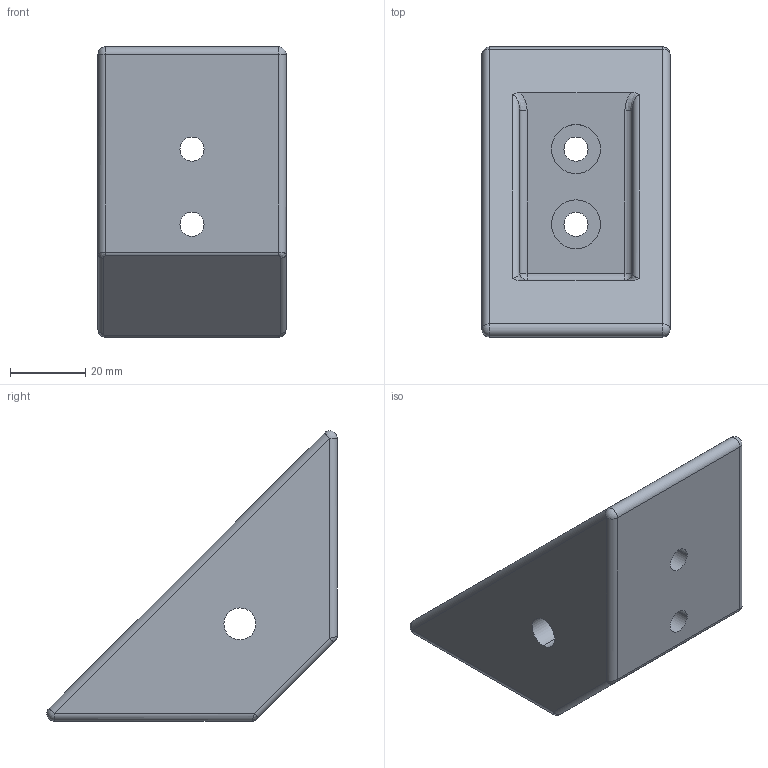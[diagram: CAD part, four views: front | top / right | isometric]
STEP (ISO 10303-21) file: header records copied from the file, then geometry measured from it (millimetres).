
FILE_DESCRIPTION((''),'2;1');
FILE_NAME('FYBUFPR003','2025-05-26T20:34:25',('t-gamer'),(''),'CREO PARAMETRIC BY PTC INC, 2024063','CREO PARAMETRIC BY PTC INC, 2024063','');
FILE_SCHEMA(('CONFIG_CONTROL_DESIGN'));
Length unit declared in the file: millimetre
Products named in the file (1): FYBUFPR003
Bounding box: 50 x 77.17 x 77.17 mm (x, y, z)
Volume: 101721.3 mm3; surface area: 23122.4 mm2
Topology: 1 solids, 1 shells, 70 faces, 156 edges, 94 vertices
Faces by surface type: cylinder 41, plane 15, bspline 8, sphere 6
Entity records: 2573 total; most frequent: CARTESIAN_POINT 969, DIRECTION 334, ORIENTED_EDGE 312, EDGE_CURVE 156, AXIS2_PLACEMENT_3D 136, VERTEX_POINT 94, EDGE_LOOP 88, CIRCLE 74
